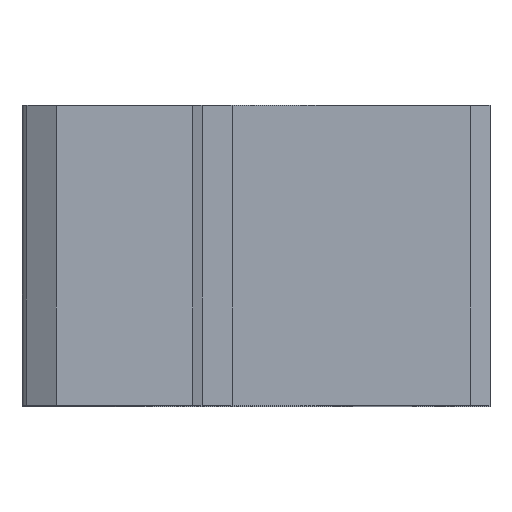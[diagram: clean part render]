
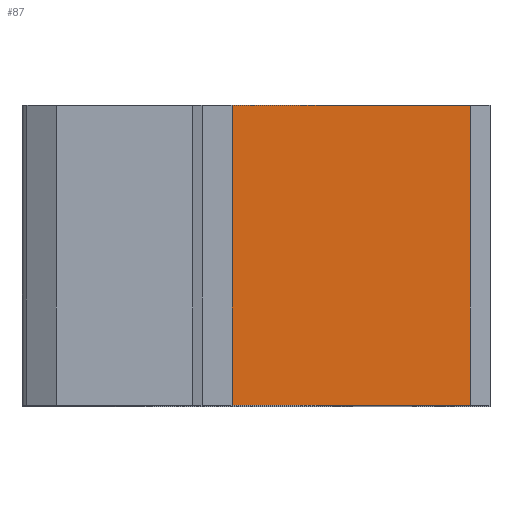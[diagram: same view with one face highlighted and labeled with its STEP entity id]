
A CAD part, top view. The second image highlights one B-rep face of the part: STEP entity #87.
In plain terms, the highlighted planar face has unit normal (0, 0, 1).
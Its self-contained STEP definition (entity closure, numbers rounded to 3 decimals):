
#26 = CARTESIAN_POINT ( 'NONE',  ( 10.5, -7.5, 14.4 ) ) ;
#32 = DIRECTION ( 'NONE',  ( 0., 0., 1. ) ) ;
#87 = ADVANCED_FACE ( 'NONE', ( #2459 ), #1756, .T. ) ;
#351 = VERTEX_POINT ( 'NONE', #1882 ) ;
#416 = VECTOR ( 'NONE', #1055, 1000. ) ;
#440 = LINE ( 'NONE', #1997, #1950 ) ;
#641 = ORIENTED_EDGE ( 'NONE', *, *, #701, .T. ) ;
#642 = CARTESIAN_POINT ( 'NONE',  ( 0., -7.5, 14.4 ) ) ;
#701 = EDGE_CURVE ( 'NONE', #1707, #816, #2188, .T. ) ;
#727 = ORIENTED_EDGE ( 'NONE', *, *, #2157, .F. ) ;
#787 = DIRECTION ( 'NONE',  ( 1., 0., 0. ) ) ;
#816 = VERTEX_POINT ( 'NONE', #1790 ) ;
#955 = EDGE_CURVE ( 'NONE', #816, #1586, #2490, .T. ) ;
#1019 = DIRECTION ( 'NONE',  ( 1., 0., 0. ) ) ;
#1055 = DIRECTION ( 'NONE',  ( 0., 1., 0. ) ) ;
#1082 = DIRECTION ( 'NONE',  ( 1., 0., 0. ) ) ;
#1233 = EDGE_CURVE ( 'NONE', #1586, #351, #1955, .T. ) ;
#1272 = CARTESIAN_POINT ( 'NONE',  ( 10.5, 7.5, 14.4 ) ) ;
#1539 = CARTESIAN_POINT ( 'NONE',  ( 22.4, -7.5, 14.4 ) ) ;
#1586 = VERTEX_POINT ( 'NONE', #1539 ) ;
#1599 = DIRECTION ( 'NONE',  ( 0., -1., 0. ) ) ;
#1652 = ORIENTED_EDGE ( 'NONE', *, *, #955, .T. ) ;
#1707 = VERTEX_POINT ( 'NONE', #1272 ) ;
#1756 = PLANE ( 'NONE',  #2176 ) ;
#1790 = CARTESIAN_POINT ( 'NONE',  ( 10.5, -7.5, 14.4 ) ) ;
#1882 = CARTESIAN_POINT ( 'NONE',  ( 22.4, 7.5, 14.4 ) ) ;
#1902 = EDGE_LOOP ( 'NONE', ( #641, #1652, #2492, #727 ) ) ;
#1950 = VECTOR ( 'NONE', #1019, 1000. ) ;
#1955 = LINE ( 'NONE', #2008, #416 ) ;
#1997 = CARTESIAN_POINT ( 'NONE',  ( 0., 7.5, 14.4 ) ) ;
#2008 = CARTESIAN_POINT ( 'NONE',  ( 22.4, -7.5, 14.4 ) ) ;
#2023 = VECTOR ( 'NONE', #1599, 1000. ) ;
#2157 = EDGE_CURVE ( 'NONE', #1707, #351, #440, .T. ) ;
#2176 = AXIS2_PLACEMENT_3D ( 'NONE', #26, #32, #787 ) ;
#2188 = LINE ( 'NONE', #2335, #2023 ) ;
#2335 = CARTESIAN_POINT ( 'NONE',  ( 10.5, -7.5, 14.4 ) ) ;
#2402 = VECTOR ( 'NONE', #1082, 1000. ) ;
#2459 = FACE_OUTER_BOUND ( 'NONE', #1902, .T. ) ;
#2490 = LINE ( 'NONE', #642, #2402 ) ;
#2492 = ORIENTED_EDGE ( 'NONE', *, *, #1233, .T. ) ;
